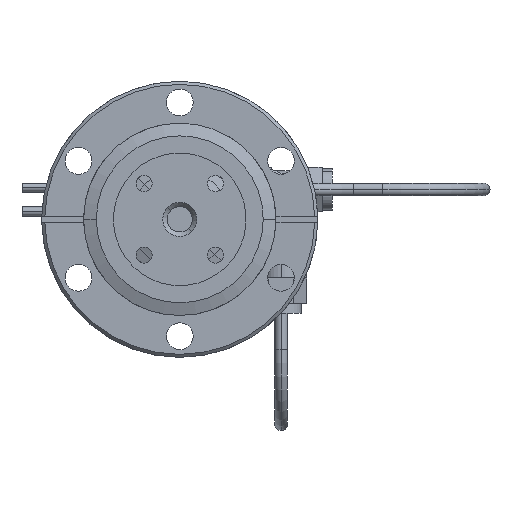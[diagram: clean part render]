
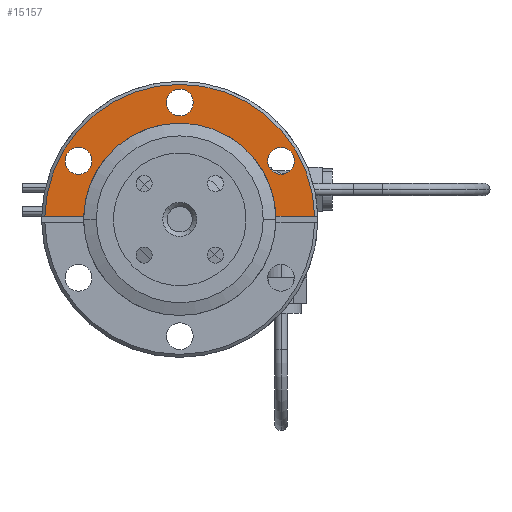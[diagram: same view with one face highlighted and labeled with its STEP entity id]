
A CAD part, front view. The second image highlights one B-rep face of the part: STEP entity #15157.
In plain terms, the highlighted planar face has unit normal (0, -1, 0).
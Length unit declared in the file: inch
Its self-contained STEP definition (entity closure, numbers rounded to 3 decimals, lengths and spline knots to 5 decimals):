
#1455 = VERTEX_POINT ( 'NONE', #20140 ) ;
#1504 = VERTEX_POINT ( 'NONE', #20365 ) ;
#1522 = VERTEX_POINT ( 'NONE', #20135 ) ;
#1544 = VERTEX_POINT ( 'NONE', #20025 ) ;
#1556 = VERTEX_POINT ( 'NONE', #20344 ) ;
#1560 = VERTEX_POINT ( 'NONE', #20007 ) ;
#1632 = FACE_BOUND ( 'NONE', #35870, .T. ) ;
#1640 = FACE_BOUND ( 'NONE', #35872, .T. ) ;
#1642 = FACE_OUTER_BOUND ( 'NONE', #35871, .T. ) ;
#1644 = FACE_BOUND ( 'NONE', #35874, .T. ) ;
#5370 = AXIS2_PLACEMENT_3D ( 'NONE', #6479, #6480, #6481 ) ;
#6479 = CARTESIAN_POINT ( 'NONE',  ( -1.365, 0.5, 0. ) ) ;
#6480 = DIRECTION ( 'NONE',  ( 0., 1., 0. ) ) ;
#6481 = DIRECTION ( 'NONE',  ( -1., 0., 0. ) ) ;
#14885 = AXIS2_PLACEMENT_3D ( 'NONE', #26365, #26367, #26368 ) ;
#14891 = AXIS2_PLACEMENT_3D ( 'NONE', #26455, #26458, #26459 ) ;
#14892 = AXIS2_PLACEMENT_3D ( 'NONE', #26457, #26465, #26466 ) ;
#14918 = AXIS2_PLACEMENT_3D ( 'NONE', #26582, #26584, #26585 ) ;
#14922 = AXIS2_PLACEMENT_3D ( 'NONE', #26597, #26605, #26606 ) ;
#14924 = AXIS2_PLACEMENT_3D ( 'NONE', #26607, #26610, #26611 ) ;
#14931 = AXIS2_PLACEMENT_3D ( 'NONE', #26649, #26657, #26658 ) ;
#14946 = AXIS2_PLACEMENT_3D ( 'NONE', #26703, #26715, #26716 ) ;
#15157 = ADVANCED_FACE ( 'NONE', ( #1632, #1640, #1642, #1644 ), #32414, .F. ) ;
#17312 = ORIENTED_EDGE ( 'NONE', *, *, #29845, .T. ) ;
#17313 = ORIENTED_EDGE ( 'NONE', *, *, #29872, .F. ) ;
#17314 = ORIENTED_EDGE ( 'NONE', *, *, #29891, .F. ) ;
#17315 = ORIENTED_EDGE ( 'NONE', *, *, #29833, .F. ) ;
#17316 = ORIENTED_EDGE ( 'NONE', *, *, #29900, .F. ) ;
#17317 = ORIENTED_EDGE ( 'NONE', *, *, #29919, .F. ) ;
#17318 = ORIENTED_EDGE ( 'NONE', *, *, #29847, .F. ) ;
#20007 = CARTESIAN_POINT ( 'NONE',  ( 0., 0.5, 1.2885 ) ) ;
#20025 = CARTESIAN_POINT ( 'NONE',  ( -1.00113, 0.5, 0.4455 ) ) ;
#20135 = CARTESIAN_POINT ( 'NONE',  ( 1.00113, 0.5, 0.7105 ) ) ;
#20140 = CARTESIAN_POINT ( 'NONE',  ( 0., 0.5, 1.0235 ) ) ;
#20344 = CARTESIAN_POINT ( 'NONE',  ( 1.00113, 0.5, 0.4455 ) ) ;
#20365 = CARTESIAN_POINT ( 'NONE',  ( -1.00113, 0.5, 0.7105 ) ) ;
#20589 = VERTEX_POINT ( 'NONE', #22622 ) ;
#20633 = VERTEX_POINT ( 'NONE', #22653 ) ;
#20910 = VERTEX_POINT ( 'NONE', #22816 ) ;
#21089 = VERTEX_POINT ( 'NONE', #22930 ) ;
#22622 = CARTESIAN_POINT ( 'NONE',  ( -1.33466, 0.5, 0.03 ) ) ;
#22653 = CARTESIAN_POINT ( 'NONE',  ( 0.95053, 0.5, 0.03 ) ) ;
#22816 = CARTESIAN_POINT ( 'NONE',  ( 1.33466, 0.5, 0.03 ) ) ;
#22930 = CARTESIAN_POINT ( 'NONE',  ( -0.95053, 0.5, 0.03 ) ) ;
#26365 = CARTESIAN_POINT ( 'NONE',  ( -1.00113, 0.5, 0.578 ) ) ;
#26367 = DIRECTION ( 'NONE',  ( 0., -1., 0. ) ) ;
#26368 = DIRECTION ( 'NONE',  ( 0., 0., 1. ) ) ;
#26455 = CARTESIAN_POINT ( 'NONE',  ( 0., 0.5, 0. ) ) ;
#26457 = CARTESIAN_POINT ( 'NONE',  ( 0., 0.5, 1.156 ) ) ;
#26458 = DIRECTION ( 'NONE',  ( 0., -1., 0. ) ) ;
#26459 = DIRECTION ( 'NONE',  ( -1., 0., 0. ) ) ;
#26465 = DIRECTION ( 'NONE',  ( 0., -1., 0. ) ) ;
#26466 = DIRECTION ( 'NONE',  ( 0., 0., 1. ) ) ;
#26532 = CARTESIAN_POINT ( 'NONE',  ( 1.38335, 0.5, 0.03 ) ) ;
#26533 = DIRECTION ( 'NONE',  ( -1., 0., 0. ) ) ;
#26582 = CARTESIAN_POINT ( 'NONE',  ( 0., 0.5, 0. ) ) ;
#26584 = DIRECTION ( 'NONE',  ( 0., -1., 0. ) ) ;
#26585 = DIRECTION ( 'NONE',  ( 1., 0., 0. ) ) ;
#26590 = CARTESIAN_POINT ( 'NONE',  ( -1.38335, 0.5, 0.03 ) ) ;
#26596 = DIRECTION ( 'NONE',  ( -1., 0., 0. ) ) ;
#26597 = CARTESIAN_POINT ( 'NONE',  ( 1.00113, 0.5, 0.578 ) ) ;
#26605 = DIRECTION ( 'NONE',  ( 0., -1., 0. ) ) ;
#26606 = DIRECTION ( 'NONE',  ( 0., 0., 1. ) ) ;
#26607 = CARTESIAN_POINT ( 'NONE',  ( -1.00113, 0.5, 0.578 ) ) ;
#26610 = DIRECTION ( 'NONE',  ( 0., -1., 0. ) ) ;
#26611 = DIRECTION ( 'NONE',  ( 0., 0., 1. ) ) ;
#26649 = CARTESIAN_POINT ( 'NONE',  ( 0., 0.5, 1.156 ) ) ;
#26657 = DIRECTION ( 'NONE',  ( 0., -1., 0. ) ) ;
#26658 = DIRECTION ( 'NONE',  ( 0., 0., 1. ) ) ;
#26703 = CARTESIAN_POINT ( 'NONE',  ( 1.00113, 0.5, 0.578 ) ) ;
#26715 = DIRECTION ( 'NONE',  ( 0., -1., 0. ) ) ;
#26716 = DIRECTION ( 'NONE',  ( 0., 0., 1. ) ) ;
#28031 = ORIENTED_EDGE ( 'NONE', *, *, #29895, .F. ) ;
#28136 = ORIENTED_EDGE ( 'NONE', *, *, #29942, .F. ) ;
#28138 = ORIENTED_EDGE ( 'NONE', *, *, #29898, .F. ) ;
#28256 = CIRCLE ( 'NONE', #14885, 0.1325 ) ;
#28270 = CIRCLE ( 'NONE', #14891, 1.335 ) ;
#28273 = CIRCLE ( 'NONE', #14892, 0.1325 ) ;
#28302 = LINE ( 'NONE', #26532, #28303 ) ;
#28303 = VECTOR ( 'NONE', #26533, 39.37008 ) ;
#28326 = CIRCLE ( 'NONE', #14918, 0.951 ) ;
#28328 = VECTOR ( 'NONE', #26596, 39.37008 ) ;
#28331 = LINE ( 'NONE', #26590, #28328 ) ;
#28337 = CIRCLE ( 'NONE', #14922, 0.1325 ) ;
#28339 = CIRCLE ( 'NONE', #14924, 0.1325 ) ;
#28366 = CIRCLE ( 'NONE', #14931, 0.1325 ) ;
#28400 = CIRCLE ( 'NONE', #14946, 0.1325 ) ;
#29833 = EDGE_CURVE ( 'NONE', #1544, #1504, #28256, .T. ) ;
#29845 = EDGE_CURVE ( 'NONE', #20910, #20589, #28270, .T. ) ;
#29847 = EDGE_CURVE ( 'NONE', #1560, #1455, #28273, .T. ) ;
#29872 = EDGE_CURVE ( 'NONE', #20910, #20633, #28302, .T. ) ;
#29891 = EDGE_CURVE ( 'NONE', #20633, #21089, #28326, .T. ) ;
#29895 = EDGE_CURVE ( 'NONE', #21089, #20589, #28331, .T. ) ;
#29898 = EDGE_CURVE ( 'NONE', #1522, #1556, #28337, .T. ) ;
#29900 = EDGE_CURVE ( 'NONE', #1504, #1544, #28339, .T. ) ;
#29919 = EDGE_CURVE ( 'NONE', #1455, #1560, #28366, .T. ) ;
#29942 = EDGE_CURVE ( 'NONE', #1556, #1522, #28400, .T. ) ;
#32414 = PLANE ( 'NONE',  #5370 ) ;
#35870 = EDGE_LOOP ( 'NONE', ( #17318, #17317 ) ) ;
#35871 = EDGE_LOOP ( 'NONE', ( #17314, #17313, #17312, #28031 ) ) ;
#35872 = EDGE_LOOP ( 'NONE', ( #17316, #17315 ) ) ;
#35874 = EDGE_LOOP ( 'NONE', ( #28138, #28136 ) ) ;
